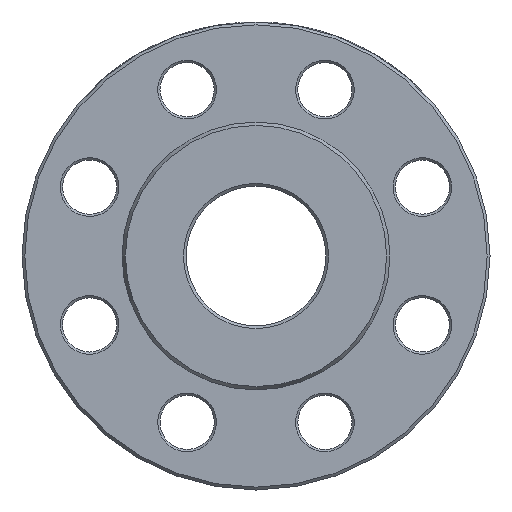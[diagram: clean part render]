
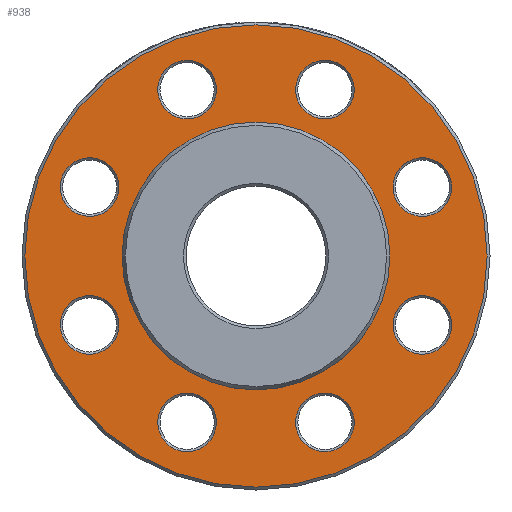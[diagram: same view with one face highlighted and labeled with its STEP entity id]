
A CAD part, left-side view. The second image highlights one B-rep face of the part: STEP entity #938.
In plain terms, the highlighted planar face has unit normal (-1, 0, 0).
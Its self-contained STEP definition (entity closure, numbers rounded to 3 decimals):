
#64 = ORIENTED_EDGE ( 'NONE', *, *, #2225, .T. ) ;
#105 = FACE_BOUND ( 'NONE', #1458, .T. ) ;
#120 = VERTEX_POINT ( 'NONE', #4227 ) ;
#144 = FACE_BOUND ( 'NONE', #7199, .T. ) ;
#147 = CARTESIAN_POINT ( 'NONE',  ( 2., 58.666, 24.3 ) ) ;
#153 = VERTEX_POINT ( 'NONE', #6005 ) ;
#280 = CIRCLE ( 'NONE', #4845, 10.35 ) ;
#391 = DIRECTION ( 'NONE',  ( 1., 0., 0. ) ) ;
#501 = DIRECTION ( 'NONE',  ( 0., -1., 0. ) ) ;
#666 = CARTESIAN_POINT ( 'NONE',  ( 2., 34.65, 58.666 ) ) ;
#711 = CARTESIAN_POINT ( 'NONE',  ( 2., -58.666, 34.65 ) ) ;
#938 = ADVANCED_FACE ( 'NONE', ( #3671, #5384, #5962, #5424, #4858, #3095, #7210, #105, #1936, #144 ), #2512, .F. ) ;
#939 = AXIS2_PLACEMENT_3D ( 'NONE', #7061, #7135, #5316 ) ;
#941 = DIRECTION ( 'NONE',  ( 1., 0., 0. ) ) ;
#1044 = EDGE_LOOP ( 'NONE', ( #2324 ) ) ;
#1266 = CARTESIAN_POINT ( 'NONE',  ( 2., -24.3, -58.666 ) ) ;
#1350 = DIRECTION ( 'NONE',  ( 1., 0., 0. ) ) ;
#1351 = EDGE_CURVE ( 'NONE', #4869, #4869, #6158, .T. ) ;
#1409 = ORIENTED_EDGE ( 'NONE', *, *, #2352, .T. ) ;
#1417 = CARTESIAN_POINT ( 'NONE',  ( 2., -24.3, 58.666 ) ) ;
#1458 = EDGE_LOOP ( 'NONE', ( #7318 ) ) ;
#1562 = EDGE_LOOP ( 'NONE', ( #4511 ) ) ;
#1678 = CIRCLE ( 'NONE', #1800, 81.5 ) ;
#1800 = AXIS2_PLACEMENT_3D ( 'NONE', #3224, #5588, #4948 ) ;
#1813 = CIRCLE ( 'NONE', #6106, 10.35 ) ;
#1871 = CARTESIAN_POINT ( 'NONE',  ( 2., 65.985, 16.982 ) ) ;
#1936 = FACE_OUTER_BOUND ( 'NONE', #3776, .T. ) ;
#1964 = DIRECTION ( 'NONE',  ( 1., 0., 0. ) ) ;
#2014 = CARTESIAN_POINT ( 'NONE',  ( 2., 58.666, -24.3 ) ) ;
#2202 = DIRECTION ( 'NONE',  ( -1., 0., 0. ) ) ;
#2225 = EDGE_CURVE ( 'NONE', #3603, #3603, #280, .T. ) ;
#2324 = ORIENTED_EDGE ( 'NONE', *, *, #4522, .T. ) ;
#2333 = EDGE_LOOP ( 'NONE', ( #7129 ) ) ;
#2352 = EDGE_CURVE ( 'NONE', #3682, #3682, #5380, .T. ) ;
#2407 = CARTESIAN_POINT ( 'NONE',  ( 2., 0., -81.5 ) ) ;
#2487 = VERTEX_POINT ( 'NONE', #3644 ) ;
#2512 = PLANE ( 'NONE',  #7402 ) ;
#2515 = DIRECTION ( 'NONE',  ( 1., 0., 0. ) ) ;
#2517 = DIRECTION ( 'NONE',  ( 1., 0., 0. ) ) ;
#2520 = CARTESIAN_POINT ( 'NONE',  ( 2., -16.982, 65.985 ) ) ;
#2550 = EDGE_CURVE ( 'NONE', #153, #153, #4778, .T. ) ;
#2590 = DIRECTION ( 'NONE',  ( 1., 0., 0. ) ) ;
#2755 = DIRECTION ( 'NONE',  ( 0., -0.707, 0.707 ) ) ;
#2799 = EDGE_LOOP ( 'NONE', ( #1409 ) ) ;
#3095 = FACE_BOUND ( 'NONE', #1562, .T. ) ;
#3137 = CARTESIAN_POINT ( 'NONE',  ( 2., -58.666, 24.3 ) ) ;
#3146 = VERTEX_POINT ( 'NONE', #3190 ) ;
#3190 = CARTESIAN_POINT ( 'NONE',  ( 2., 0., 47.205 ) ) ;
#3224 = CARTESIAN_POINT ( 'NONE',  ( 2., 0., 0. ) ) ;
#3342 = DIRECTION ( 'NONE',  ( 0., 1., 0. ) ) ;
#3603 = VERTEX_POINT ( 'NONE', #666 ) ;
#3644 = CARTESIAN_POINT ( 'NONE',  ( 2., 16.982, -65.985 ) ) ;
#3671 = FACE_BOUND ( 'NONE', #2799, .T. ) ;
#3682 = VERTEX_POINT ( 'NONE', #1871 ) ;
#3776 = EDGE_LOOP ( 'NONE', ( #7360 ) ) ;
#3807 = AXIS2_PLACEMENT_3D ( 'NONE', #147, #2590, #6000 ) ;
#3844 = AXIS2_PLACEMENT_3D ( 'NONE', #1417, #1964, #4316 ) ;
#3923 = EDGE_CURVE ( 'NONE', #2487, #2487, #6710, .T. ) ;
#4035 = AXIS2_PLACEMENT_3D ( 'NONE', #5016, #391, #2755 ) ;
#4092 = EDGE_CURVE ( 'NONE', #4911, #4911, #1678, .T. ) ;
#4095 = DIRECTION ( 'NONE',  ( 1., 0., 0. ) ) ;
#4227 = CARTESIAN_POINT ( 'NONE',  ( 2., -65.985, -16.982 ) ) ;
#4288 = CARTESIAN_POINT ( 'NONE',  ( 2., 47.205, 0. ) ) ;
#4302 = CARTESIAN_POINT ( 'NONE',  ( 2., 58.666, -34.65 ) ) ;
#4316 = DIRECTION ( 'NONE',  ( 0., 0.707, 0.707 ) ) ;
#4386 = EDGE_CURVE ( 'NONE', #6599, #6599, #6965, .T. ) ;
#4491 = EDGE_LOOP ( 'NONE', ( #64 ) ) ;
#4511 = ORIENTED_EDGE ( 'NONE', *, *, #2550, .T. ) ;
#4522 = EDGE_CURVE ( 'NONE', #120, #120, #7213, .T. ) ;
#4552 = DIRECTION ( 'NONE',  ( 0., 0., 1. ) ) ;
#4778 = CIRCLE ( 'NONE', #5757, 10.35 ) ;
#4845 = AXIS2_PLACEMENT_3D ( 'NONE', #5137, #941, #3342 ) ;
#4858 = FACE_BOUND ( 'NONE', #1044, .T. ) ;
#4869 = VERTEX_POINT ( 'NONE', #2520 ) ;
#4911 = VERTEX_POINT ( 'NONE', #2407 ) ;
#4948 = DIRECTION ( 'NONE',  ( 0., 0., -1. ) ) ;
#5016 = CARTESIAN_POINT ( 'NONE',  ( 2., -58.666, -24.3 ) ) ;
#5137 = CARTESIAN_POINT ( 'NONE',  ( 2., 24.3, 58.666 ) ) ;
#5316 = DIRECTION ( 'NONE',  ( 0., -0.707, -0.707 ) ) ;
#5358 = ORIENTED_EDGE ( 'NONE', *, *, #7342, .F. ) ;
#5373 = ORIENTED_EDGE ( 'NONE', *, *, #6251, .T. ) ;
#5374 = CIRCLE ( 'NONE', #5752, 47.205 ) ;
#5380 = CIRCLE ( 'NONE', #3807, 10.35 ) ;
#5384 = FACE_BOUND ( 'NONE', #4491, .T. ) ;
#5424 = FACE_BOUND ( 'NONE', #6870, .T. ) ;
#5588 = DIRECTION ( 'NONE',  ( -1., 0., 0. ) ) ;
#5752 = AXIS2_PLACEMENT_3D ( 'NONE', #6387, #2202, #4552 ) ;
#5757 = AXIS2_PLACEMENT_3D ( 'NONE', #1266, #4095, #501 ) ;
#5892 = DIRECTION ( 'NONE',  ( 0., 0., 1. ) ) ;
#5962 = FACE_BOUND ( 'NONE', #2333, .T. ) ;
#5998 = DIRECTION ( 'NONE',  ( 0., 0., -1. ) ) ;
#6000 = DIRECTION ( 'NONE',  ( 0., 0.707, -0.707 ) ) ;
#6005 = CARTESIAN_POINT ( 'NONE',  ( 2., -34.65, -58.666 ) ) ;
#6106 = AXIS2_PLACEMENT_3D ( 'NONE', #3137, #2515, #5892 ) ;
#6158 = CIRCLE ( 'NONE', #3844, 10.35 ) ;
#6231 = ORIENTED_EDGE ( 'NONE', *, *, #3923, .T. ) ;
#6251 = EDGE_CURVE ( 'NONE', #6562, #6562, #1813, .T. ) ;
#6387 = CARTESIAN_POINT ( 'NONE',  ( 2., 0., 0. ) ) ;
#6562 = VERTEX_POINT ( 'NONE', #711 ) ;
#6599 = VERTEX_POINT ( 'NONE', #4302 ) ;
#6710 = CIRCLE ( 'NONE', #939, 10.35 ) ;
#6750 = DIRECTION ( 'NONE',  ( 0., 0., -1. ) ) ;
#6870 = EDGE_LOOP ( 'NONE', ( #5373 ) ) ;
#6965 = CIRCLE ( 'NONE', #7592, 10.35 ) ;
#7061 = CARTESIAN_POINT ( 'NONE',  ( 2., 24.3, -58.666 ) ) ;
#7129 = ORIENTED_EDGE ( 'NONE', *, *, #1351, .T. ) ;
#7135 = DIRECTION ( 'NONE',  ( 1., 0., 0. ) ) ;
#7199 = EDGE_LOOP ( 'NONE', ( #5358 ) ) ;
#7210 = FACE_BOUND ( 'NONE', #7635, .T. ) ;
#7213 = CIRCLE ( 'NONE', #4035, 10.35 ) ;
#7318 = ORIENTED_EDGE ( 'NONE', *, *, #4386, .T. ) ;
#7342 = EDGE_CURVE ( 'NONE', #3146, #3146, #5374, .T. ) ;
#7360 = ORIENTED_EDGE ( 'NONE', *, *, #4092, .T. ) ;
#7402 = AXIS2_PLACEMENT_3D ( 'NONE', #4288, #1350, #5998 ) ;
#7592 = AXIS2_PLACEMENT_3D ( 'NONE', #2014, #2517, #6750 ) ;
#7635 = EDGE_LOOP ( 'NONE', ( #6231 ) ) ;
